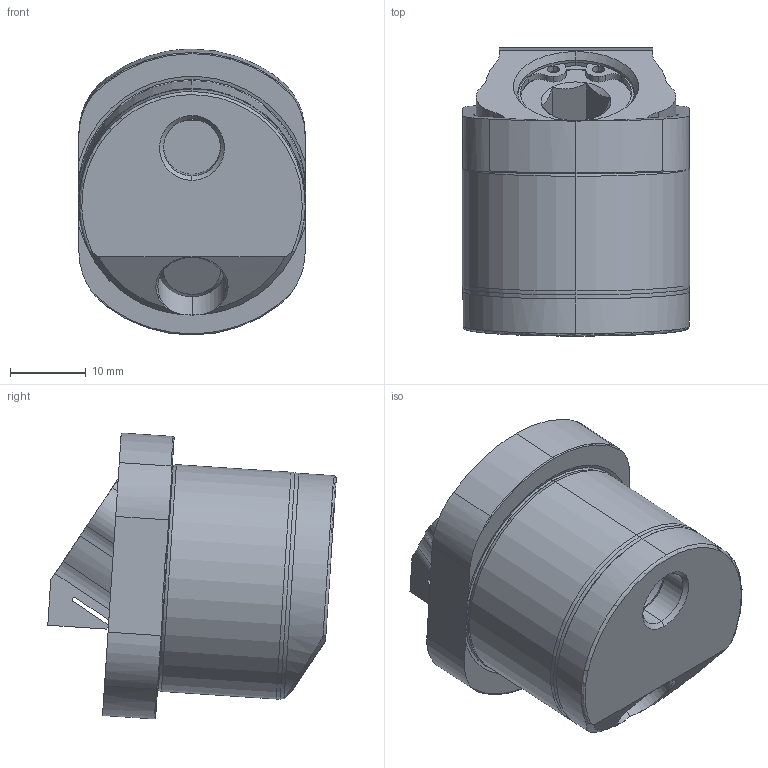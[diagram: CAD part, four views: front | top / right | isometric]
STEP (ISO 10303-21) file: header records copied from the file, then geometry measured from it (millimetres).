
FILE_DESCRIPTION (( 'STEP AP214' ), '1' );
FILE_NAME ('28324.STEP', '2019-05-24T15:35:02', ( 'Mike W' ), ( '' ), 'SwSTEP 2.0', 'SolidWorks 2018', '' );
FILE_SCHEMA (( 'AUTOMOTIVE_DESIGN' ));
Length unit declared in the file: inch
Products named in the file (6): 28488_28486; M1018MM SHCS_M1018MM SHCS; 283242_283242 ; 284881_284881; 28430_28430; 28324
Assembly tree (5 placements, depth 3):
  28324
    28430_28430
    28488_28486
      284881_284881
      283242_283242 
      M1018MM SHCS_M1018MM SHCS
Bounding box: 29.98 x 38.06 x 37.72 mm (x, y, z)
Volume: 19648.3 mm3; surface area: 11652.5 mm2
Topology: 4 solids, 4 shells, 253 faces, 650 edges, 409 vertices
Faces by surface type: cylinder 123, plane 49, cone 42, bspline 21, torus 18
Entity records: 12188 total; most frequent: CARTESIAN_POINT 6303, ORIENTED_EDGE 1300, DIRECTION 1036, EDGE_CURVE 650, VERTEX_POINT 409, AXIS2_PLACEMENT_3D 397, EDGE_LOOP 267, FACE_OUTER_BOUND 253
